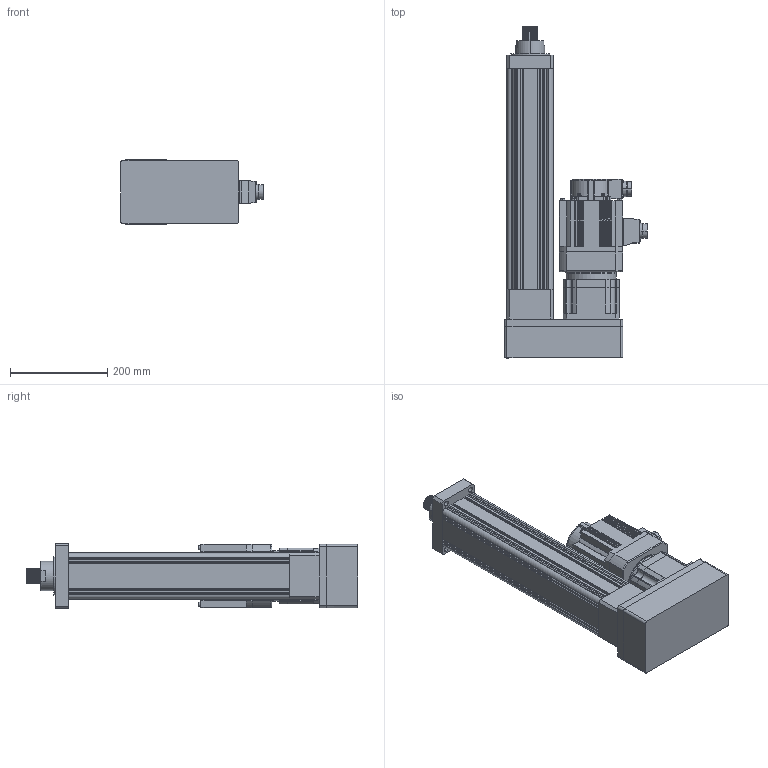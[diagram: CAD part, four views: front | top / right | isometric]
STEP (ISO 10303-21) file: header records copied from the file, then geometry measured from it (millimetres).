
FILE_DESCRIPTION (( 'STEP AP203' ), '1' );
FILE_NAME ('RLA95-10QF-38KN-R300-33mm-s.STEP', '2025-02-10T06:09:07', ( '微软用户' ), ( '微软中国' ), 'SwSTEP 2.0', 'SolidWorks 2022', '' );
FILE_SCHEMA (( 'CONFIG_CONTROL_DESIGN' ));
Length unit declared in the file: millimetre
Products named in the file (4): RLA95-10QF-38KN-R300-33mm-s; PGH115-L1-22-110-145-M8-A32(入力带键槽8); MGMF092L1H6; 95缸行程300折叠前法兰安装
Assembly tree (3 placements, depth 2):
  RLA95-10QF-38KN-R300-33mm-s
    95缸行程300折叠前法兰安装
    MGMF092L1H6
    PGH115-L1-22-110-145-M8-A32(入力带键槽8)
Bounding box: 294 x 683 x 135 mm (x, y, z)
Volume: 8645626.5 mm3; surface area: 913553.9 mm2
Topology: 22 solids, 23 shells, 1488 faces, 3804 edges, 2448 vertices
Faces by surface type: cylinder 661, plane 604, cone 111, torus 71, sphere 26, bspline 15
Entity records: 53764 total; most frequent: CARTESIAN_POINT 16580, DIRECTION 7999, ORIENTED_EDGE 7572, EDGE_CURVE 3786, AXIS2_PLACEMENT_3D 2967, VERTEX_POINT 2448, VECTOR 2065, LINE 2065
